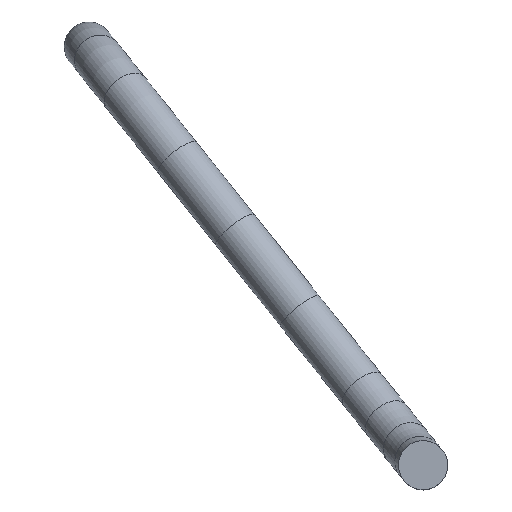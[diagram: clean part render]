
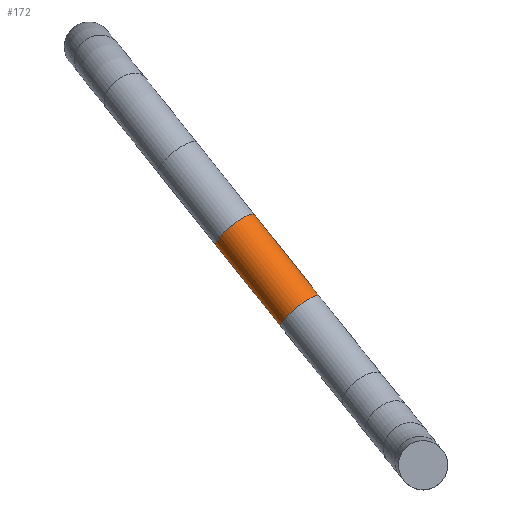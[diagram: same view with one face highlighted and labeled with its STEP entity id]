
A CAD part, top view. The second image highlights one B-rep face of the part: STEP entity #172.
In plain terms, the highlighted toroidal (fillet/blend) face has major radius 304.384 mm and minor radius 0.572 mm.
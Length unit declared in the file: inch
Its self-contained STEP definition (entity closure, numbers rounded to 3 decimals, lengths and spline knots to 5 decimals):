
#133=CARTESIAN_POINT('',(0.19349,-0.24282,0.19627));
#134=DIRECTION('',(0.609,-0.764,0.214));
#135=DIRECTION('',(0.695,0.383,-0.609));
#136=AXIS2_PLACEMENT_3D('',#133,#134,#135);
#137=CIRCLE('',#136,0.0225);
#138=EDGE_CURVE('',#140,#140,#137,.T.);
#139=CARTESIAN_POINT('',(0.20912,-0.23419,0.18257));
#140=VERTEX_POINT('',#139);
#153=CARTESIAN_POINT('',(0.13395,-0.16809,0.17494));
#154=DIRECTION('',(0.608,-0.763,0.222));
#155=DIRECTION('',(0.698,0.379,-0.608));
#156=AXIS2_PLACEMENT_3D('',#153,#154,#155);
#157=CIRCLE('',#156,0.0225);
#158=EDGE_CURVE('',#160,#160,#157,.T.);
#159=CARTESIAN_POINT('',(0.14965,-0.15956,0.16127));
#160=VERTEX_POINT('',#159);
#161=ORIENTED_EDGE('',*,*,#158,.T.);
#162=EDGE_LOOP('',(#161));
#163=FACE_BOUND('',#162,.T.);
#164=ORIENTED_EDGE('',*,*,#138,.F.);
#165=EDGE_LOOP('',(#164));
#166=FACE_BOUND('',#165,.T.);
#167=CARTESIAN_POINT('',(1.79074,-2.24721,-11.51006));
#168=DIRECTION('',(0.782,0.623,0.));
#169=DIRECTION('',(-0.623,0.782,0.));
#170=AXIS2_PLACEMENT_3D('',#167,#168,#169);
#171=TOROIDAL_SURFACE('',#170,11.98361,0.0225);
#172=ADVANCED_FACE('',(#163,#166),#171,.T.);
